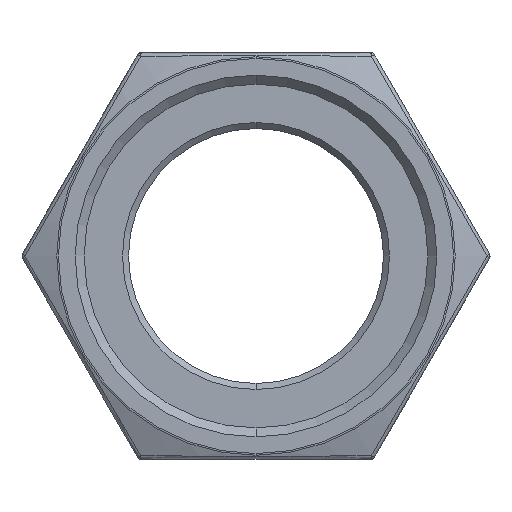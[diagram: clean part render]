
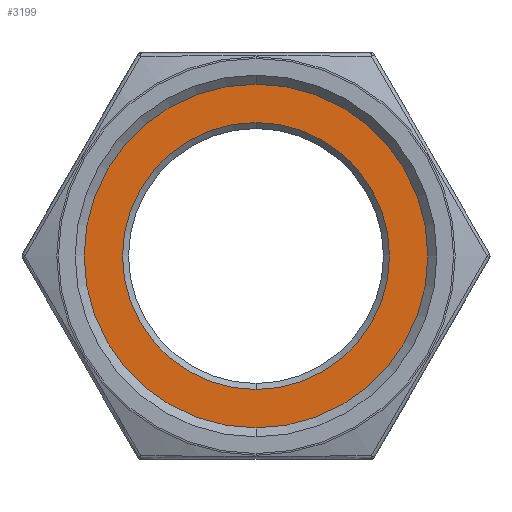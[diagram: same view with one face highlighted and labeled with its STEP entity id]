
A CAD part, left-side view. The second image highlights one B-rep face of the part: STEP entity #3199.
In plain terms, the highlighted planar face has unit normal (-1, 0, 0).
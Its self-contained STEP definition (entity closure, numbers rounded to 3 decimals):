
#120 = FACE_OUTER_BOUND ( 'NONE', #12698, .T. ) ;
#297 = CARTESIAN_POINT ( 'NONE',  ( -68., 0., -22. ) ) ;
#502 = CARTESIAN_POINT ( 'NONE',  ( -68., 0., -28.325 ) ) ;
#650 = CIRCLE ( 'NONE', #12055, 28.325 ) ;
#712 = CARTESIAN_POINT ( 'NONE',  ( -68., 0., 0. ) ) ;
#809 = CARTESIAN_POINT ( 'NONE',  ( -68., 0., 22. ) ) ;
#817 = FACE_BOUND ( 'NONE', #19006, .T. ) ;
#1183 = CARTESIAN_POINT ( 'NONE',  ( -68., 0., 0. ) ) ;
#1534 = DIRECTION ( 'NONE',  ( -1., 0., 0. ) ) ;
#2664 = AXIS2_PLACEMENT_3D ( 'NONE', #6528, #12428, #3663 ) ;
#2813 = DIRECTION ( 'NONE',  ( 1., 0., 0. ) ) ;
#3199 = ADVANCED_FACE ( 'NONE', ( #817, #120 ), #4392, .T. ) ;
#3663 = DIRECTION ( 'NONE',  ( 0., 0., 1. ) ) ;
#3839 = CIRCLE ( 'NONE', #2664, 22. ) ;
#4392 = PLANE ( 'NONE',  #5032 ) ;
#5032 = AXIS2_PLACEMENT_3D ( 'NONE', #16197, #1534, #18984 ) ;
#5080 = VERTEX_POINT ( 'NONE', #502 ) ;
#6013 = EDGE_CURVE ( 'NONE', #15455, #9359, #3839, .T. ) ;
#6062 = ORIENTED_EDGE ( 'NONE', *, *, #12715, .F. ) ;
#6528 = CARTESIAN_POINT ( 'NONE',  ( -68., 0., 0. ) ) ;
#7340 = AXIS2_PLACEMENT_3D ( 'NONE', #11578, #2813, #13111 ) ;
#7608 = EDGE_CURVE ( 'NONE', #9359, #15455, #14240, .T. ) ;
#9359 = VERTEX_POINT ( 'NONE', #809 ) ;
#9389 = DIRECTION ( 'NONE',  ( 1., 0., 0. ) ) ;
#11578 = CARTESIAN_POINT ( 'NONE',  ( -68., 0., 0. ) ) ;
#12055 = AXIS2_PLACEMENT_3D ( 'NONE', #1183, #17228, #15910 ) ;
#12428 = DIRECTION ( 'NONE',  ( 1., 0., 0. ) ) ;
#12587 = AXIS2_PLACEMENT_3D ( 'NONE', #712, #9389, #16815 ) ;
#12698 = EDGE_LOOP ( 'NONE', ( #17577, #6062 ) ) ;
#12715 = EDGE_CURVE ( 'NONE', #12833, #5080, #650, .T. ) ;
#12833 = VERTEX_POINT ( 'NONE', #13309 ) ;
#13111 = DIRECTION ( 'NONE',  ( 0., 0., 1. ) ) ;
#13309 = CARTESIAN_POINT ( 'NONE',  ( -68., 0., 28.325 ) ) ;
#13421 = CIRCLE ( 'NONE', #12587, 28.325 ) ;
#13444 = EDGE_CURVE ( 'NONE', #5080, #12833, #13421, .T. ) ;
#14240 = CIRCLE ( 'NONE', #7340, 22. ) ;
#15455 = VERTEX_POINT ( 'NONE', #297 ) ;
#15910 = DIRECTION ( 'NONE',  ( 0., 0., -1. ) ) ;
#16197 = CARTESIAN_POINT ( 'NONE',  ( -68., 28.325, 0. ) ) ;
#16815 = DIRECTION ( 'NONE',  ( 0., 0., -1. ) ) ;
#17131 = ORIENTED_EDGE ( 'NONE', *, *, #6013, .T. ) ;
#17228 = DIRECTION ( 'NONE',  ( 1., 0., 0. ) ) ;
#17375 = ORIENTED_EDGE ( 'NONE', *, *, #7608, .T. ) ;
#17577 = ORIENTED_EDGE ( 'NONE', *, *, #13444, .F. ) ;
#18984 = DIRECTION ( 'NONE',  ( 0., 0., 1. ) ) ;
#19006 = EDGE_LOOP ( 'NONE', ( #17375, #17131 ) ) ;
